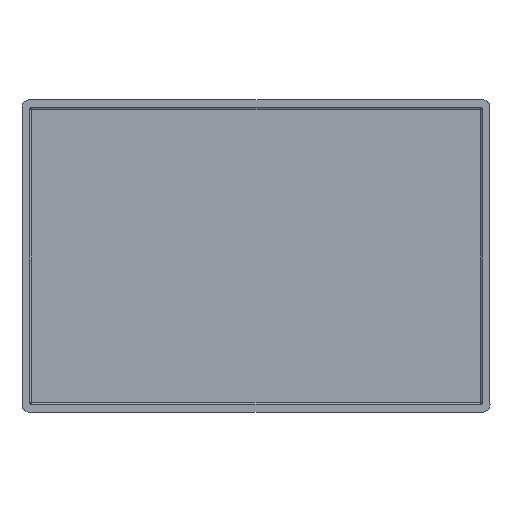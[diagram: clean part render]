
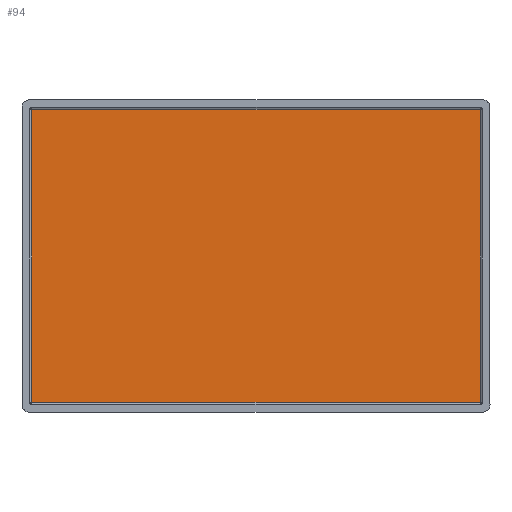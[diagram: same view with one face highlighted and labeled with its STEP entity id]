
A CAD part, top view. The second image highlights one B-rep face of the part: STEP entity #94.
In plain terms, the highlighted planar face has unit normal (0, 0, 1).
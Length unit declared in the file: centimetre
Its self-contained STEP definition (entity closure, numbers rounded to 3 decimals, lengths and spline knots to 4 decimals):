
#94=ADVANCED_FACE('',(#145),#780,.T.);
#145=FACE_OUTER_BOUND('',#196,.T.);
#196=EDGE_LOOP('',(#328,#329,#330,#331,#332,#333,#334,#335));
#328=ORIENTED_EDGE('',*,*,#518,.F.);
#329=ORIENTED_EDGE('',*,*,#515,.F.);
#330=ORIENTED_EDGE('',*,*,#512,.F.);
#331=ORIENTED_EDGE('',*,*,#509,.F.);
#332=ORIENTED_EDGE('',*,*,#500,.F.);
#333=ORIENTED_EDGE('',*,*,#497,.F.);
#334=ORIENTED_EDGE('',*,*,#507,.F.);
#335=ORIENTED_EDGE('',*,*,#504,.F.);
#497=EDGE_CURVE('',#721,#722,#595,.T.);
#500=EDGE_CURVE('',#722,#724,#598,.T.);
#504=EDGE_CURVE('',#727,#728,#602,.T.);
#507=EDGE_CURVE('',#728,#721,#605,.T.);
#509=EDGE_CURVE('',#724,#730,#607,.T.);
#512=EDGE_CURVE('',#730,#732,#610,.T.);
#515=EDGE_CURVE('',#732,#734,#613,.T.);
#518=EDGE_CURVE('',#734,#727,#616,.T.);
#595=(
BOUNDED_CURVE()
B_SPLINE_CURVE(3,(#1312,#1313,#1314,#1315,#1316,#1317,#1318),
 .UNSPECIFIED.,.F.,.F.)
B_SPLINE_CURVE_WITH_KNOTS((4,1,1,1,4),(0.,0.0038,
0.0079,0.0119,0.0157),
 .UNSPECIFIED.)
CURVE()
GEOMETRIC_REPRESENTATION_ITEM()
RATIONAL_B_SPLINE_CURVE((1.,1.,1.,1.,1.,1.,1.))
REPRESENTATION_ITEM('')
);
#598=(
BOUNDED_CURVE()
B_SPLINE_CURVE(1,(#1329,#1330),.UNSPECIFIED.,.F.,.F.)
B_SPLINE_CURVE_WITH_KNOTS((2,2),(0.,1168.),
 .UNSPECIFIED.)
CURVE()
GEOMETRIC_REPRESENTATION_ITEM()
RATIONAL_B_SPLINE_CURVE((1.,1.))
REPRESENTATION_ITEM('')
);
#602=(
BOUNDED_CURVE()
B_SPLINE_CURVE(3,(#1339,#1340,#1341,#1342,#1343,#1344,#1345),
 .UNSPECIFIED.,.F.,.F.)
B_SPLINE_CURVE_WITH_KNOTS((4,1,1,1,4),(0.,0.0038,
0.0079,0.0119,0.0157),.UNSPECIFIED.)
CURVE()
GEOMETRIC_REPRESENTATION_ITEM()
RATIONAL_B_SPLINE_CURVE((1.,1.,1.,1.,1.,1.,
1.))
REPRESENTATION_ITEM('')
);
#605=(
BOUNDED_CURVE()
B_SPLINE_CURVE(1,(#1356,#1357),.UNSPECIFIED.,.F.,.F.)
B_SPLINE_CURVE_WITH_KNOTS((2,2),(0.,763.),
 .UNSPECIFIED.)
CURVE()
GEOMETRIC_REPRESENTATION_ITEM()
RATIONAL_B_SPLINE_CURVE((1.,1.))
REPRESENTATION_ITEM('')
);
#607=(
BOUNDED_CURVE()
B_SPLINE_CURVE(3,(#1360,#1361,#1362,#1363,#1364,#1365,#1366),
 .UNSPECIFIED.,.F.,.F.)
B_SPLINE_CURVE_WITH_KNOTS((4,1,1,1,4),(0.,0.0038,
0.0079,0.0119,0.0157),
 .UNSPECIFIED.)
CURVE()
GEOMETRIC_REPRESENTATION_ITEM()
RATIONAL_B_SPLINE_CURVE((1.,1.,1.,1.,1.,1.,1.))
REPRESENTATION_ITEM('')
);
#610=(
BOUNDED_CURVE()
B_SPLINE_CURVE(1,(#1377,#1378),.UNSPECIFIED.,.F.,.F.)
B_SPLINE_CURVE_WITH_KNOTS((2,2),(0.,763.),
 .UNSPECIFIED.)
CURVE()
GEOMETRIC_REPRESENTATION_ITEM()
RATIONAL_B_SPLINE_CURVE((1.,1.))
REPRESENTATION_ITEM('')
);
#613=(
BOUNDED_CURVE()
B_SPLINE_CURVE(3,(#1384,#1385,#1386,#1387,#1388,#1389,#1390),
 .UNSPECIFIED.,.F.,.F.)
B_SPLINE_CURVE_WITH_KNOTS((4,1,1,1,4),(0.,0.0038,
0.0079,0.0119,0.0157),
 .UNSPECIFIED.)
CURVE()
GEOMETRIC_REPRESENTATION_ITEM()
RATIONAL_B_SPLINE_CURVE((1.,1.,1.,1.,1.,1.,1.))
REPRESENTATION_ITEM('')
);
#616=(
BOUNDED_CURVE()
B_SPLINE_CURVE(1,(#1401,#1402),.UNSPECIFIED.,.F.,.F.)
B_SPLINE_CURVE_WITH_KNOTS((2,2),(0.,1168.),
 .UNSPECIFIED.)
CURVE()
GEOMETRIC_REPRESENTATION_ITEM()
RATIONAL_B_SPLINE_CURVE((1.,1.))
REPRESENTATION_ITEM('')
);
#721=VERTEX_POINT('',#1270);
#722=VERTEX_POINT('',#1271);
#724=VERTEX_POINT('',#1273);
#727=VERTEX_POINT('',#1276);
#728=VERTEX_POINT('',#1277);
#730=VERTEX_POINT('',#1279);
#732=VERTEX_POINT('',#1281);
#734=VERTEX_POINT('',#1283);
#780=PLANE('',#876);
#876=AXIS2_PLACEMENT_3D('',#1170,#925,$);
#925=DIRECTION('',(0.,0.,1.));
#1170=CARTESIAN_POINT('',(79.2997,-10.807,40.001));
#1270=CARTESIAN_POINT('',(-38.1013,66.093,40.001));
#1271=CARTESIAN_POINT('',(-38.1003,66.094,40.001));
#1273=CARTESIAN_POINT('',(78.6997,66.094,40.001));
#1276=CARTESIAN_POINT('',(-38.1003,-10.208,40.001));
#1277=CARTESIAN_POINT('',(-38.1013,-10.207,40.001));
#1279=CARTESIAN_POINT('',(78.7007,66.093,40.001));
#1281=CARTESIAN_POINT('',(78.7007,-10.207,40.001));
#1283=CARTESIAN_POINT('',(78.6997,-10.208,40.001));
#1312=CARTESIAN_POINT('',(-38.1013,66.093,40.001));
#1313=CARTESIAN_POINT('',(-38.1013,66.0931,40.001));
#1314=CARTESIAN_POINT('',(-38.1012,66.0934,40.001));
#1315=CARTESIAN_POINT('',(-38.101,66.0937,40.001));
#1316=CARTESIAN_POINT('',(-38.1007,66.0939,40.001));
#1317=CARTESIAN_POINT('',(-38.1004,66.094,40.001));
#1318=CARTESIAN_POINT('',(-38.1003,66.094,40.001));
#1329=CARTESIAN_POINT('',(-38.1003,66.094,40.001));
#1330=CARTESIAN_POINT('',(78.6997,66.094,40.001));
#1339=CARTESIAN_POINT('',(-38.1003,-10.208,40.001));
#1340=CARTESIAN_POINT('',(-38.1004,-10.208,40.001));
#1341=CARTESIAN_POINT('',(-38.1007,-10.208,40.001));
#1342=CARTESIAN_POINT('',(-38.101,-10.2078,40.001));
#1343=CARTESIAN_POINT('',(-38.1012,-10.2074,40.001));
#1344=CARTESIAN_POINT('',(-38.1013,-10.2072,40.001));
#1345=CARTESIAN_POINT('',(-38.1013,-10.207,40.001));
#1356=CARTESIAN_POINT('',(-38.1013,-10.207,40.001));
#1357=CARTESIAN_POINT('',(-38.1013,66.093,40.001));
#1360=CARTESIAN_POINT('',(78.6997,66.094,40.001));
#1361=CARTESIAN_POINT('',(78.6999,66.094,40.001));
#1362=CARTESIAN_POINT('',(78.7001,66.0939,40.001));
#1363=CARTESIAN_POINT('',(78.7005,66.0937,40.001));
#1364=CARTESIAN_POINT('',(78.7007,66.0934,40.001));
#1365=CARTESIAN_POINT('',(78.7007,66.0931,40.001));
#1366=CARTESIAN_POINT('',(78.7007,66.093,40.001));
#1377=CARTESIAN_POINT('',(78.7007,66.093,40.001));
#1378=CARTESIAN_POINT('',(78.7007,-10.207,40.001));
#1384=CARTESIAN_POINT('',(78.7007,-10.207,40.001));
#1385=CARTESIAN_POINT('',(78.7007,-10.2072,40.001));
#1386=CARTESIAN_POINT('',(78.7007,-10.2074,40.001));
#1387=CARTESIAN_POINT('',(78.7005,-10.2078,40.001));
#1388=CARTESIAN_POINT('',(78.7001,-10.208,40.001));
#1389=CARTESIAN_POINT('',(78.6999,-10.208,40.001));
#1390=CARTESIAN_POINT('',(78.6997,-10.208,40.001));
#1401=CARTESIAN_POINT('',(78.6997,-10.208,40.001));
#1402=CARTESIAN_POINT('',(-38.1003,-10.208,40.001));
